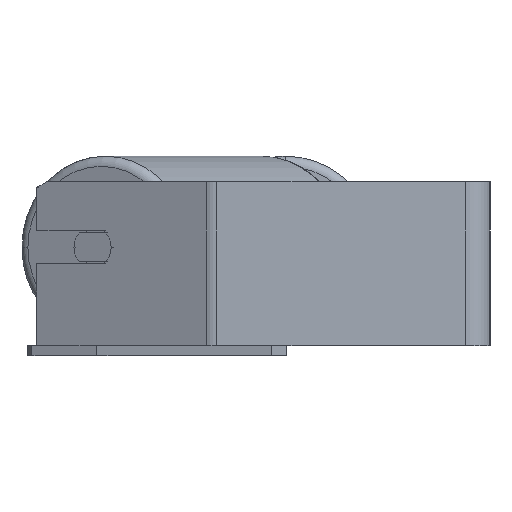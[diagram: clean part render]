
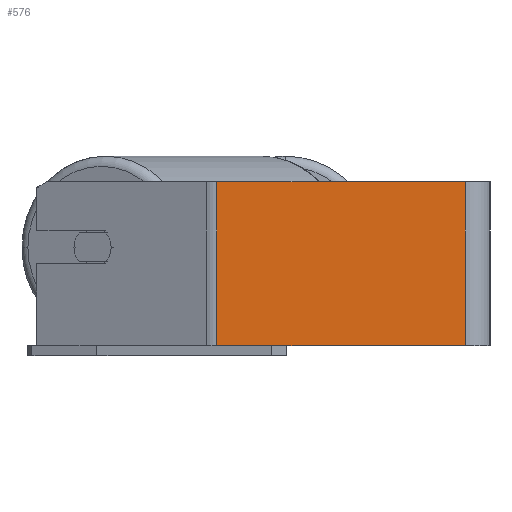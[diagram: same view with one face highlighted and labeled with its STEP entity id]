
A CAD part, left-side view. The second image highlights one B-rep face of the part: STEP entity #576.
In plain terms, the highlighted planar face has unit normal (-1, 0, 0).
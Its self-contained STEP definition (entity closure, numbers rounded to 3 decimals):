
#327 = LINE ( 'NONE', #4695, #6142 ) ;
#576 = ADVANCED_FACE ( 'NONE', ( #4540 ), #6606, .F. ) ;
#626 = CARTESIAN_POINT ( 'NONE',  ( -340., 12., 40. ) ) ;
#660 = LINE ( 'NONE', #2775, #6427 ) ;
#821 = DIRECTION ( 'NONE',  ( 0., -1., 0. ) ) ;
#1164 = DIRECTION ( 'NONE',  ( 1., 0., 0. ) ) ;
#1384 = VERTEX_POINT ( 'NONE', #626 ) ;
#1561 = DIRECTION ( 'NONE',  ( 0., 0., -1. ) ) ;
#1720 = EDGE_CURVE ( 'NONE', #1384, #6907, #2249, .T. ) ;
#2071 = ORIENTED_EDGE ( 'NONE', *, *, #2506, .T. ) ;
#2163 = LINE ( 'NONE', #4969, #3554 ) ;
#2249 = LINE ( 'NONE', #7871, #6706 ) ;
#2491 = CARTESIAN_POINT ( 'NONE',  ( -340., 133.347, 40. ) ) ;
#2506 = EDGE_CURVE ( 'NONE', #6660, #6907, #660, .T. ) ;
#2685 = EDGE_CURVE ( 'NONE', #5740, #6660, #327, .T. ) ;
#2775 = CARTESIAN_POINT ( 'NONE',  ( -340., 136.007, -40. ) ) ;
#2961 = EDGE_CURVE ( 'NONE', #5740, #1384, #2163, .T. ) ;
#3244 = CARTESIAN_POINT ( 'NONE',  ( -340., 136.007, 40. ) ) ;
#3542 = ORIENTED_EDGE ( 'NONE', *, *, #2961, .F. ) ;
#3554 = VECTOR ( 'NONE', #821, 1000. ) ;
#3982 = DIRECTION ( 'NONE',  ( 0., 0., -1. ) ) ;
#4246 = ORIENTED_EDGE ( 'NONE', *, *, #1720, .F. ) ;
#4528 = CARTESIAN_POINT ( 'NONE',  ( -340., 12., -40. ) ) ;
#4540 = FACE_OUTER_BOUND ( 'NONE', #5300, .T. ) ;
#4695 = CARTESIAN_POINT ( 'NONE',  ( -340., 133.347, 40. ) ) ;
#4848 = CARTESIAN_POINT ( 'NONE',  ( -340., 133.347, -40. ) ) ;
#4935 = ORIENTED_EDGE ( 'NONE', *, *, #2685, .T. ) ;
#4942 = DIRECTION ( 'NONE',  ( 0., -1., 0. ) ) ;
#4969 = CARTESIAN_POINT ( 'NONE',  ( -340., 136.007, 40. ) ) ;
#5300 = EDGE_LOOP ( 'NONE', ( #2071, #4246, #3542, #4935 ) ) ;
#5740 = VERTEX_POINT ( 'NONE', #2491 ) ;
#6142 = VECTOR ( 'NONE', #8747, 1000. ) ;
#6427 = VECTOR ( 'NONE', #4942, 1000. ) ;
#6606 = PLANE ( 'NONE',  #6687 ) ;
#6660 = VERTEX_POINT ( 'NONE', #4848 ) ;
#6687 = AXIS2_PLACEMENT_3D ( 'NONE', #3244, #1164, #3982 ) ;
#6706 = VECTOR ( 'NONE', #1561, 1000. ) ;
#6907 = VERTEX_POINT ( 'NONE', #4528 ) ;
#7871 = CARTESIAN_POINT ( 'NONE',  ( -340., 12., 40. ) ) ;
#8747 = DIRECTION ( 'NONE',  ( 0., 0., -1. ) ) ;
